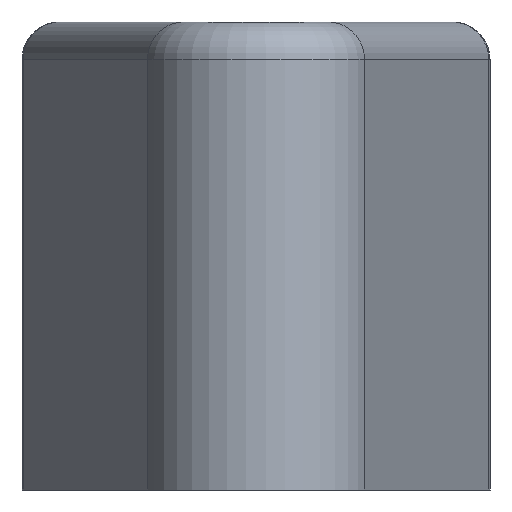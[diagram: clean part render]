
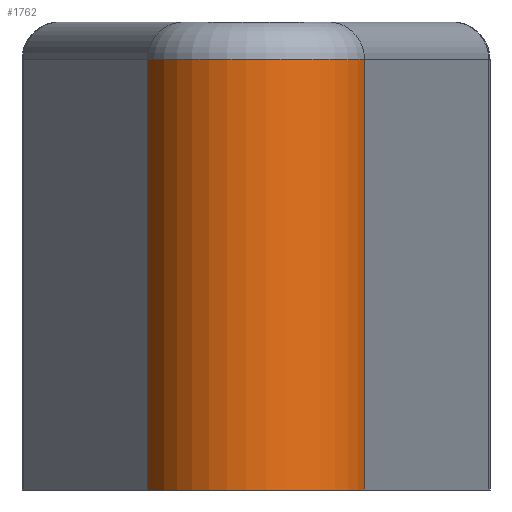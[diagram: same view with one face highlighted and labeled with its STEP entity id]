
A CAD part, left-side view. The second image highlights one B-rep face of the part: STEP entity #1762.
In plain terms, the highlighted cylindrical face has radius 6 mm (diameter 12 mm), a partial arc.
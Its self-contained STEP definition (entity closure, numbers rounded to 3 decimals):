
#158=CIRCLE('',#1945,6.);
#168=CIRCLE('',#1970,6.);
#267=FACE_OUTER_BOUND('',#375,.T.);
#375=EDGE_LOOP('',(#1602,#1603,#1604,#1605));
#524=LINE('',#3141,#672);
#525=LINE('',#3143,#673);
#672=VECTOR('',#2518,10.);
#673=VECTOR('',#2521,10.);
#824=VERTEX_POINT('',#3049);
#826=VERTEX_POINT('',#3055);
#842=VERTEX_POINT('',#3122);
#843=VERTEX_POINT('',#3124);
#1057=EDGE_CURVE('',#824,#826,#158,.T.);
#1092=EDGE_CURVE('',#843,#842,#168,.T.);
#1100=EDGE_CURVE('',#842,#826,#524,.T.);
#1101=EDGE_CURVE('',#843,#824,#525,.T.);
#1602=ORIENTED_EDGE('',*,*,#1057,.F.);
#1603=ORIENTED_EDGE('',*,*,#1101,.F.);
#1604=ORIENTED_EDGE('',*,*,#1092,.T.);
#1605=ORIENTED_EDGE('',*,*,#1100,.T.);
#1665=CYLINDRICAL_SURFACE('',#1979,6.);
#1762=ADVANCED_FACE('',(#267),#1665,.T.);
#1945=AXIS2_PLACEMENT_3D('',#3059,#2420,#2421);
#1970=AXIS2_PLACEMENT_3D('',#3125,#2495,#2496);
#1979=AXIS2_PLACEMENT_3D('',#3142,#2519,#2520);
#2420=DIRECTION('center_axis',(0.,0.,1.));
#2421=DIRECTION('ref_axis',(-1.,0.,0.));
#2495=DIRECTION('center_axis',(0.,0.,1.));
#2496=DIRECTION('ref_axis',(-0.259,0.966,0.));
#2518=DIRECTION('',(0.,0.,1.));
#2519=DIRECTION('center_axis',(0.,0.,1.));
#2520=DIRECTION('ref_axis',(-0.259,0.966,0.));
#2521=DIRECTION('',(0.,0.,1.));
#3049=CARTESIAN_POINT('',(-45.021,18.296,23.));
#3055=CARTESIAN_POINT('',(-45.021,6.704,23.));
#3059=CARTESIAN_POINT('Origin',(-43.468,12.5,23.));
#3122=CARTESIAN_POINT('',(-45.021,6.704,0.));
#3124=CARTESIAN_POINT('',(-45.021,18.296,0.));
#3125=CARTESIAN_POINT('Origin',(-43.468,12.5,0.));
#3141=CARTESIAN_POINT('',(-45.021,6.704,0.));
#3142=CARTESIAN_POINT('Origin',(-43.468,12.5,0.));
#3143=CARTESIAN_POINT('',(-45.021,18.296,0.));
